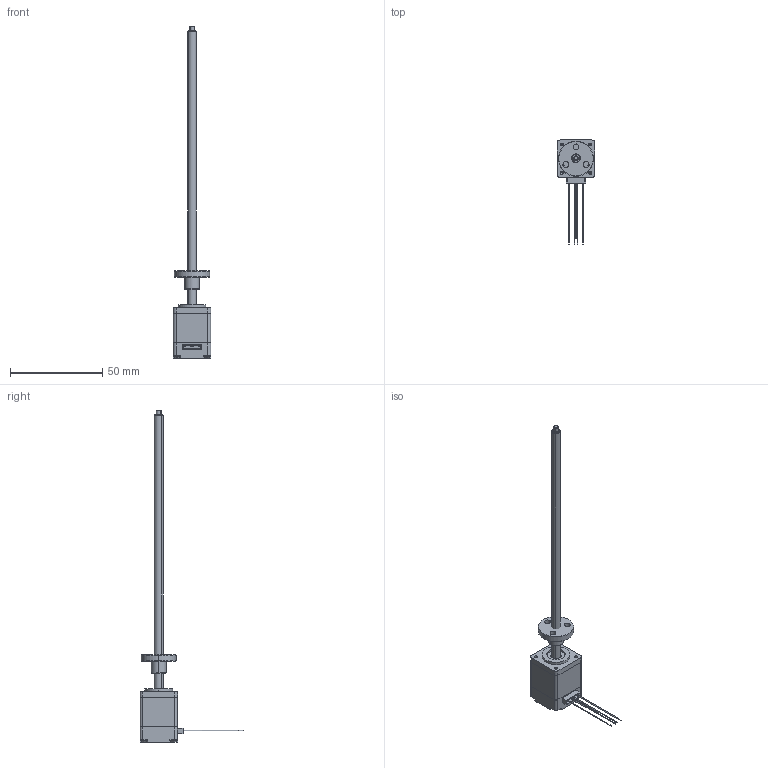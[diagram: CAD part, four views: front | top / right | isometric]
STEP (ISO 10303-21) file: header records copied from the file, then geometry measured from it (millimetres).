
FILE_DESCRIPTION (( 'STEP AP203' ), '1' );
FILE_NAME ('LE081K-E04025-150-AR0-S-040.STEP', '2018-08-09T02:33:41', ( '' ), ( '' ), 'SwSTEP 2.0', 'SolidWorks 2014', '' );
FILE_SCHEMA (( 'CONFIG_CONTROL_DESIGN' ));
Length unit declared in the file: millimetre
Products named in the file (1): LE081K-E04025-150-AR0-S-040
Bounding box: 20.3 x 56.3 x 179.8 mm (x, y, z)
Volume: 15112.4 mm3; surface area: 7422.3 mm2
Topology: 3 solids, 3 shells, 273 faces, 676 edges, 430 vertices
Faces by surface type: plane 159, cylinder 80, cone 22, bspline 8, torus 4
Entity records: 8237 total; most frequent: CARTESIAN_POINT 1708, ORIENTED_EDGE 1336, DIRECTION 1334, EDGE_CURVE 668, AXIS2_PLACEMENT_3D 472, VERTEX_POINT 430, LINE 390, VECTOR 390
